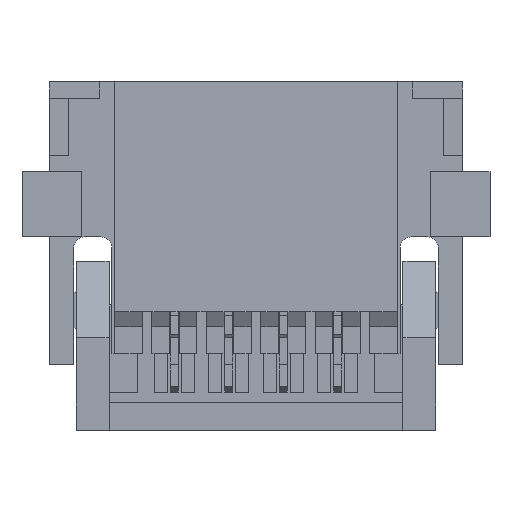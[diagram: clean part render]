
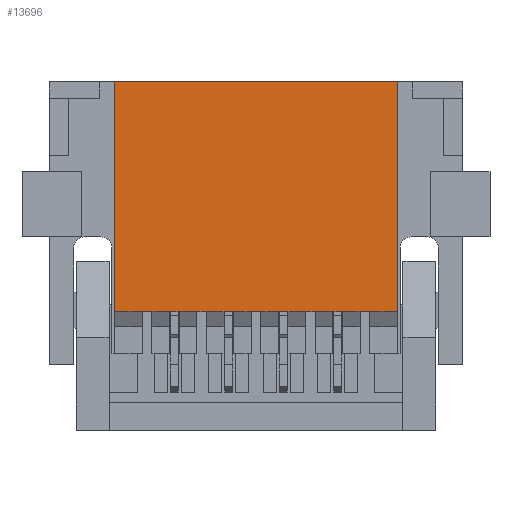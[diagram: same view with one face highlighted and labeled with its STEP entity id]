
A CAD part, front view. The second image highlights one B-rep face of the part: STEP entity #13696.
In plain terms, the highlighted planar face has unit normal (0, -1, 0).
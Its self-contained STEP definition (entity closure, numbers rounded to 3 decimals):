
#90=FACE_OUTER_BOUND('NONE',#10466,.T.);
#107=AXIS2_PLACEMENT_3D('NONE',#7050,#7052,#7054);
#282=VECTOR('NONE',#9862,1000.0);
#288=VECTOR('NONE',#9869,1000.0);
#336=VECTOR('NONE',#9641,1000.0);
#356=VECTOR('NONE',#7539,1000.0);
#469=VECTOR('NONE',#7868,1000.0);
#481=VECTOR('NONE',#7629,1000.0);
#492=VECTOR('NONE',#7656,1000.0);
#588=VECTOR('NONE',#9772,1000.0);
#693=EDGE_CURVE('NONE',#13225,#13205,#9245,.T.);
#710=EDGE_CURVE('NONE',#13425,#11351,#9307,.T.);
#711=EDGE_CURVE('NONE',#13226,#13246,#9311,.T.);
#722=EDGE_CURVE('NONE',#13335,#13174,#9351,.T.);
#723=EDGE_CURVE('NONE',#13421,#13097,#9355,.T.);
#807=EDGE_CURVE('NONE',#13416,#13102,#9639,.T.);
#848=EDGE_CURVE('NONE',#11434,#11433,#9770,.T.);
#876=EDGE_CURVE('NONE',#11351,#13151,#9860,.T.);
#878=EDGE_CURVE('NONE',#11353,#11434,#9867,.T.);
#932=EDGE_CURVE('NONE',#13293,#13336,#7537,.T.);
#961=EDGE_CURVE('NONE',#11442,#11432,#7627,.T.);
#970=EDGE_CURVE('NONE',#11350,#11353,#7654,.T.);
#1032=EDGE_CURVE('NONE',#13205,#13416,#7866,.T.);
#1095=EDGE_CURVE('NONE',#13102,#13421,#8073,.T.);
#1142=EDGE_CURVE('NONE',#11433,#11442,#8249,.T.);
#1143=EDGE_CURVE('NONE',#11432,#13226,#8253,.T.);
#1186=EDGE_CURVE('NONE',#13246,#13241,#8428,.T.);
#1196=EDGE_CURVE('NONE',#13151,#11350,#8473,.T.);
#1197=EDGE_CURVE('NONE',#13097,#13425,#8479,.T.);
#1220=VECTOR('NONE',#8476,1000.0);
#1223=VECTOR('NONE',#8482,1000.0);
#1318=VECTOR('NONE',#8256,1000.0);
#1321=VECTOR('NONE',#8075,1000.0);
#1370=VECTOR('NONE',#8251,1000.0);
#1440=VECTOR('NONE',#8430,1000.0);
#2788=CARTESIAN_POINT('NONE',(-0.588,0.04,-4.22));
#2789=CARTESIAN_POINT('NONE',(-0.088,0.04,-4.22));
#2791=CARTESIAN_POINT('NONE',(-0.913,0.04,-4.22));
#2870=CARTESIAN_POINT('NONE',(-1.912,0.04,-4.22));
#2871=CARTESIAN_POINT('NONE',(-1.412,0.04,-4.22));
#2872=CARTESIAN_POINT('NONE',(-1.088,0.04,-4.22));
#2880=CARTESIAN_POINT('NONE',(-1.588,0.04,-4.22));
#3092=VECTOR('NONE',#9357,1000.0);
#3094=VECTOR('NONE',#9353,1000.0);
#3151=VECTOR('NONE',#9309,1000.0);
#3153=VECTOR('NONE',#9313,1000.0);
#3188=VECTOR('NONE',#9247,1000.0);
#3473=LINE('NONE',#3474,#4784);
#3474=CARTESIAN_POINT('NONE',(3.801,0.04,-4.22));
#3475=DIRECTION('NONE',(-1.0,0.0,0.));
#3479=LINE('NONE',#3480,#4786);
#3480=CARTESIAN_POINT('NONE',(3.801,0.04,-4.22));
#3481=DIRECTION('NONE',(-1.0,0.0,0.));
#3596=LINE('NONE',#3597,#4825);
#3597=CARTESIAN_POINT('NONE',(-2.6,0.04,0.0));
#3598=DIRECTION('NONE',(1.0,0.0,0.0));
#4784=VECTOR('NONE',#3475,1000.0);
#4786=VECTOR('NONE',#3481,1000.0);
#4825=VECTOR('NONE',#3598,1000.0);
#5512=CARTESIAN_POINT('NONE',(0.413,0.04,-4.22));
#5522=CARTESIAN_POINT('NONE',(0.913,0.04,-4.22));
#5620=CARTESIAN_POINT('NONE',(-0.413,0.04,-4.22));
#5666=CARTESIAN_POINT('NONE',(1.912,0.04,-4.22));
#5728=CARTESIAN_POINT('NONE',(1.412,0.04,-4.22));
#5768=CARTESIAN_POINT('NONE',(1.588,0.04,-4.22));
#5770=CARTESIAN_POINT('NONE',(-2.088,0.04,-4.22));
#5800=CARTESIAN_POINT('NONE',(-2.6,0.04,0.0));
#5810=CARTESIAN_POINT('NONE',(-2.6,0.04,-4.22));
#5904=CARTESIAN_POINT('NONE',(2.6,0.04,-4.22));
#5988=CARTESIAN_POINT('NONE',(2.088,0.04,-4.22));
#5990=CARTESIAN_POINT('NONE',(2.6,0.04,0.0));
#6150=CARTESIAN_POINT('NONE',(1.088,0.04,-4.22));
#6160=CARTESIAN_POINT('NONE',(0.588,0.04,-4.22));
#6168=CARTESIAN_POINT('NONE',(0.088,0.04,-4.22));
#7048=PLANE('NONE',#107);
#7050=CARTESIAN_POINT('NONE',(-2.6,0.04,-5.2));
#7052=DIRECTION('NONE',(0.0,-1.0,0.0));
#7054=DIRECTION('NONE',(0.0,0.0,-1.0));
#7537=LINE('NONE',#7538,#356);
#7538=CARTESIAN_POINT('NONE',(2.6,0.04,-5.2));
#7539=DIRECTION('NONE',(0.0,0.0,1.0));
#7627=LINE('NONE',#7628,#481);
#7628=CARTESIAN_POINT('NONE',(3.801,0.04,-4.22));
#7629=DIRECTION('NONE',(-1.0,0.0,0.));
#7654=LINE('NONE',#7655,#492);
#7655=CARTESIAN_POINT('NONE',(3.801,0.04,-4.22));
#7656=DIRECTION('NONE',(-1.0,0.0,0.));
#7866=LINE('NONE',#7867,#469);
#7867=CARTESIAN_POINT('NONE',(3.801,0.04,-4.22));
#7868=DIRECTION('NONE',(-1.0,0.0,0.));
#8073=LINE('NONE',#8074,#1321);
#8074=CARTESIAN_POINT('NONE',(3.801,0.04,-4.22));
#8075=DIRECTION('NONE',(-1.0,0.0,0.));
#8249=LINE('NONE',#8250,#1370);
#8250=CARTESIAN_POINT('NONE',(3.801,0.04,-4.22));
#8251=DIRECTION('NONE',(-1.0,0.0,0.));
#8253=LINE('NONE',#8255,#1318);
#8255=CARTESIAN_POINT('NONE',(3.801,0.04,-4.22));
#8256=DIRECTION('NONE',(-1.0,0.0,0.));
#8428=LINE('NONE',#8429,#1440);
#8429=CARTESIAN_POINT('NONE',(-2.6,0.04,-5.2));
#8430=DIRECTION('NONE',(0.0,0.0,1.0));
#8473=LINE('NONE',#8474,#1220);
#8474=CARTESIAN_POINT('NONE',(3.801,0.04,-4.22));
#8476=DIRECTION('NONE',(-1.0,0.0,0.));
#8479=LINE('NONE',#8481,#1223);
#8481=CARTESIAN_POINT('NONE',(3.801,0.04,-4.22));
#8482=DIRECTION('NONE',(-1.0,0.0,0.));
#8808=ORIENTED_EDGE('NONE',*,*,#14716,.F.);
#8810=ORIENTED_EDGE('NONE',*,*,#932,.T.);
#8815=ORIENTED_EDGE('NONE',*,*,#14755,.F.);
#8816=ORIENTED_EDGE('NONE',*,*,#1143,.F.);
#8817=ORIENTED_EDGE('NONE',*,*,#961,.F.);
#8818=ORIENTED_EDGE('NONE',*,*,#711,.F.);
#8819=ORIENTED_EDGE('NONE',*,*,#1142,.F.);
#8825=ORIENTED_EDGE('NONE',*,*,#848,.F.);
#8832=ORIENTED_EDGE('NONE',*,*,#878,.F.);
#8838=ORIENTED_EDGE('NONE',*,*,#970,.F.);
#8893=ORIENTED_EDGE('NONE',*,*,#876,.F.);
#8894=ORIENTED_EDGE('NONE',*,*,#710,.F.);
#8896=ORIENTED_EDGE('NONE',*,*,#1197,.F.);
#8898=ORIENTED_EDGE('NONE',*,*,#723,.F.);
#8899=ORIENTED_EDGE('NONE',*,*,#1095,.F.);
#8900=ORIENTED_EDGE('NONE',*,*,#1032,.F.);
#8902=ORIENTED_EDGE('NONE',*,*,#693,.F.);
#8903=ORIENTED_EDGE('NONE',*,*,#14714,.F.);
#8904=ORIENTED_EDGE('NONE',*,*,#722,.F.);
#8919=ORIENTED_EDGE('NONE',*,*,#807,.F.);
#8924=ORIENTED_EDGE('NONE',*,*,#1186,.F.);
#8928=ORIENTED_EDGE('NONE',*,*,#1196,.F.);
#9245=LINE('NONE',#9246,#3188);
#9246=CARTESIAN_POINT('NONE',(3.801,0.04,-4.22));
#9247=DIRECTION('NONE',(-1.0,0.0,0.));
#9307=LINE('NONE',#9308,#3151);
#9308=CARTESIAN_POINT('NONE',(3.801,0.04,-4.22));
#9309=DIRECTION('NONE',(-1.0,0.0,0.));
#9311=LINE('NONE',#9312,#3153);
#9312=CARTESIAN_POINT('NONE',(3.801,0.04,-4.22));
#9313=DIRECTION('NONE',(-1.0,0.0,0.));
#9351=LINE('NONE',#9352,#3094);
#9352=CARTESIAN_POINT('NONE',(3.801,0.04,-4.22));
#9353=DIRECTION('NONE',(-1.0,0.0,0.));
#9355=LINE('NONE',#9356,#3092);
#9356=CARTESIAN_POINT('NONE',(3.801,0.04,-4.22));
#9357=DIRECTION('NONE',(-1.0,0.0,0.));
#9639=LINE('NONE',#9640,#336);
#9640=CARTESIAN_POINT('NONE',(3.801,0.04,-4.22));
#9641=DIRECTION('NONE',(-1.0,0.0,0.));
#9770=LINE('NONE',#9771,#588);
#9771=CARTESIAN_POINT('NONE',(3.801,0.04,-4.22));
#9772=DIRECTION('NONE',(-1.0,0.0,0.));
#9860=LINE('NONE',#9861,#282);
#9861=CARTESIAN_POINT('NONE',(3.801,0.04,-4.22));
#9862=DIRECTION('NONE',(-1.0,0.0,0.));
#9867=LINE('NONE',#9868,#288);
#9868=CARTESIAN_POINT('NONE',(3.801,0.04,-4.22));
#9869=DIRECTION('NONE',(-1.0,0.0,0.));
#10466=EDGE_LOOP('NONE',(#8808,#8810,#8815,#8924,#8818,#8816,#8817,#8819,#8825,#8832,
     #8838,#8928,#8893,#8894,#8896,#8898,#8899,#8919,#8900,#8902,#8903,#8904));
#11350=VERTEX_POINT('NONE',#2788);
#11351=VERTEX_POINT('NONE',#2789);
#11353=VERTEX_POINT('NONE',#2791);
#11432=VERTEX_POINT('NONE',#2870);
#11433=VERTEX_POINT('NONE',#2871);
#11434=VERTEX_POINT('NONE',#2872);
#11442=VERTEX_POINT('NONE',#2880);
#13097=VERTEX_POINT('NONE',#5512);
#13102=VERTEX_POINT('NONE',#5522);
#13151=VERTEX_POINT('NONE',#5620);
#13174=VERTEX_POINT('NONE',#5666);
#13205=VERTEX_POINT('NONE',#5728);
#13225=VERTEX_POINT('NONE',#5768);
#13226=VERTEX_POINT('NONE',#5770);
#13241=VERTEX_POINT('NONE',#5800);
#13246=VERTEX_POINT('NONE',#5810);
#13293=VERTEX_POINT('NONE',#5904);
#13335=VERTEX_POINT('NONE',#5988);
#13336=VERTEX_POINT('NONE',#5990);
#13416=VERTEX_POINT('NONE',#6150);
#13421=VERTEX_POINT('NONE',#6160);
#13425=VERTEX_POINT('NONE',#6168);
#13696=ADVANCED_FACE('NONE',(#90),#7048,.T.);
#14714=EDGE_CURVE('NONE',#13174,#13225,#3473,.T.);
#14716=EDGE_CURVE('NONE',#13293,#13335,#3479,.T.);
#14755=EDGE_CURVE('NONE',#13241,#13336,#3596,.T.);
